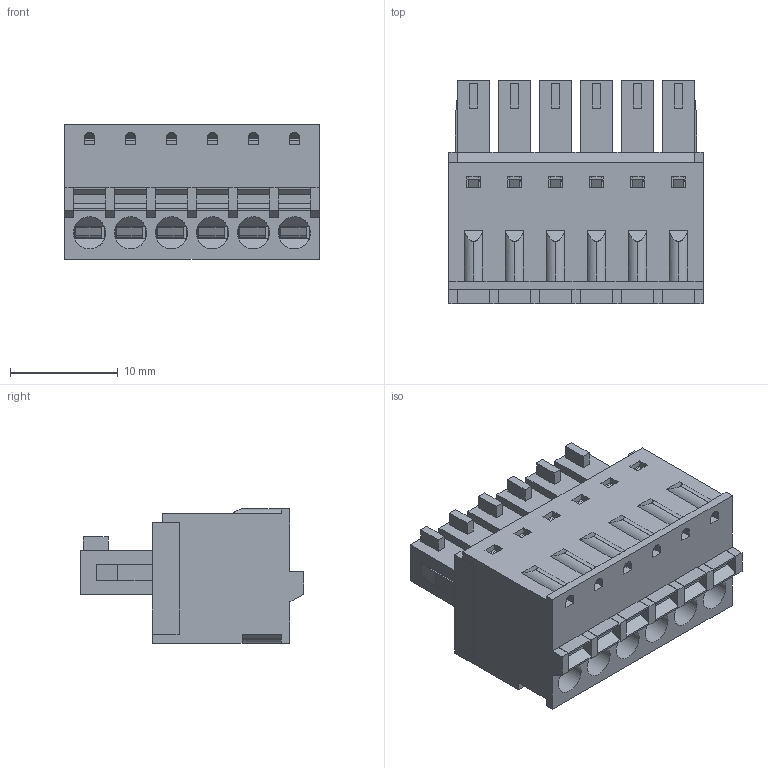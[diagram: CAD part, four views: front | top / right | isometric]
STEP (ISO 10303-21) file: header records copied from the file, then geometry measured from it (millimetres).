
FILE_DESCRIPTION( ( 'Unknown' ), '1' );
FILE_NAME( '691368300006B.stp', 'Unknown', ( 'Unknown' ), ( 'Unknown' ), 'PSStep 19.0.9', 'Unknown', ' ' );
FILE_SCHEMA( ( 'AUTOMOTIVE_DESIGN { 1 0 10303 214 1 1 1 1 }' ) );
Length unit declared in the file: millimetre
Products named in the file (6): Assem1; 6913683000xxB_BOUTON; 6913683000xxB_PIN; 6913683000xxB_LANGUETTE; 691368300006B; 691368300006B_BACK
Assembly tree (20 placements, depth 2):
  Assem1
    6913683000xxB_BOUTON  x6
    6913683000xxB_PIN  x6
    6913683000xxB_LANGUETTE  x6
    691368300006B
    691368300006B_BACK
Bounding box: 23.66 x 20.8 x 12.5 mm (x, y, z)
Volume: 2491.1 mm3; surface area: 7742.7 mm2
Topology: 20 solids, 20 shells, 1756 faces, 4902 edges, 3168 vertices
Faces by surface type: plane 1492, cylinder 264
Full cylindrical faces by diameter (mm): 1 x6, 3 x6
Entity records: 42731 total; most frequent: CARTESIAN_POINT 6196, ORIENTED_EDGE 5996, DIRECTION 5399, EDGE_CURVE 2998, LINE 2757, VECTOR 2757, VERTEX_POINT 1926, AXIS2_PLACEMENT_3D 1321
